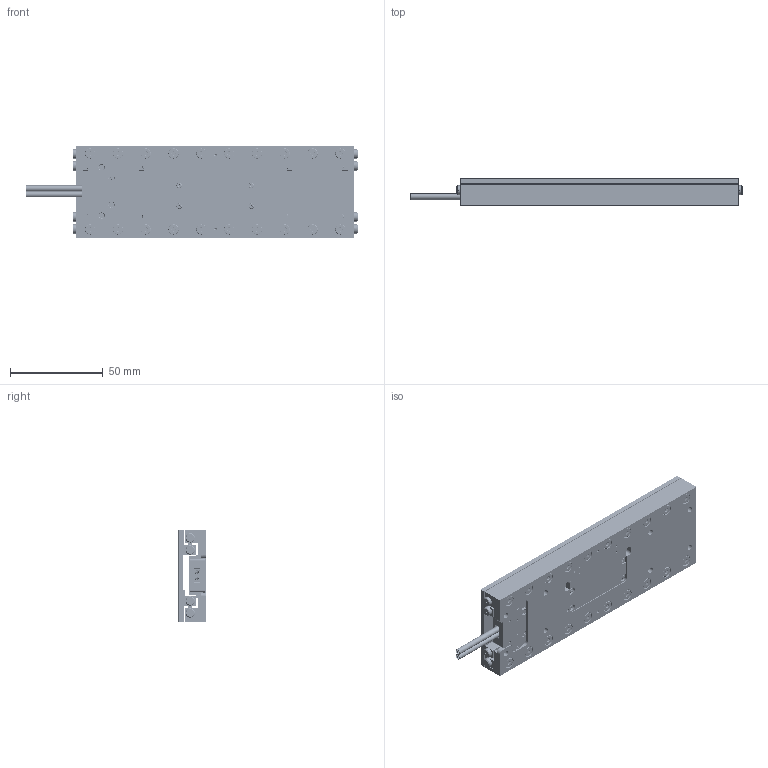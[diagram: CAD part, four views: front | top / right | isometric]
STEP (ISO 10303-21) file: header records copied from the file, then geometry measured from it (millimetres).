
FILE_DESCRIPTION (( 'STEP AP214' ), '1' );
FILE_NAME ('PPS-50-X45XX.STEP', '2025-05-23T23:04:40', ( '' ), ( '' ), 'SwSTEP 2.0', 'SolidWorks 2023', '' );
FILE_SCHEMA (( 'AUTOMOTIVE_DESIGN' ));
Length unit declared in the file: millimetre
Products named in the file (16): 92010A778_Passivated 18-8 Stainless Steel Phillips Flat Head Screw, M1.6x3mm_92010A778; PPS-50LM, Base_Master Part_L150; Screw, SHCS-L, M-DIN; 92010A778_Passivated 18-8 Stainless Steel Phillips Flat Head Screw, M1.6x3mm; SCREW, MS-PPH, M-JCIS; Demo, Motor Place Holder_DEMO; PPS-50-X45XX; Cage, Slide Way, NB, SV2000_SV 2150-26Z ; Cooner Black Cable_L40; 130325 Bearing, Slide Way, NB, SV2000_SV 2150 ; PPS-70, PPS-50, Short Stage Cable Clamp_Design 3; SUBASSEM_Cable Clamp_Design 3_3-3; 431945 Cable Clamp Base with Mountable Tabs; PPS-50LM, Carriage_Master Part_L150, Linear Motor Version ; SCREW, MS-PPH, M-JCIS_M2 x 0.4 x 4mm; SCREW, MS-PPH, M-JCIS_M2 x 0.4 x 6mm
Assembly tree (64 placements, depth 3):
  PPS-50-X45XX
    PPS-50LM, Base_Master Part_L150
    PPS-50LM, Carriage_Master Part_L150, Linear Motor Version 
    130325 Bearing, Slide Way, NB, SV2000_SV 2150   x4
    Cage, Slide Way, NB, SV2000_SV 2150-26Z   x2
    Screw, SHCS-L, M-DIN  x20
    SCREW, MS-PPH, M-JCIS  x20
    Demo, Motor Place Holder_DEMO
    SCREW, MS-PPH, M-JCIS_M2 x 0.4 x 4mm  x4
    SUBASSEM_Cable Clamp_Design 3_3-3
      431945 Cable Clamp Base with Mountable Tabs
      PPS-70, PPS-50, Short Stage Cable Clamp_Design 3
      SCREW, MS-PPH, M-JCIS_M2 x 0.4 x 6mm  x2
      Cooner Black Cable_L40  x2
    92010A778_Passivated 18-8 Stainless Steel Phillips Flat Head Screw, M1.6x3mm_92010A778  x2
    92010A778_Passivated 18-8 Stainless Steel Phillips Flat Head Screw, M1.6x3mm  x2
Bounding box: 179.1 x 15 x 50 mm (x, y, z)
Volume: 80667.5 mm3; surface area: 72359.2 mm2
Topology: 89 solids, 89 shells, 2902 faces, 7195 edges, 4570 vertices
Faces by surface type: plane 1362, cylinder 1000, torus 316, cone 164, bspline 60
Entity records: 86166 total; most frequent: CARTESIAN_POINT 53841, DIRECTION 6863, ORIENTED_EDGE 6448, EDGE_CURVE 3224, AXIS2_PLACEMENT_3D 2566, VERTEX_POINT 2110, LINE 1731, VECTOR 1731
